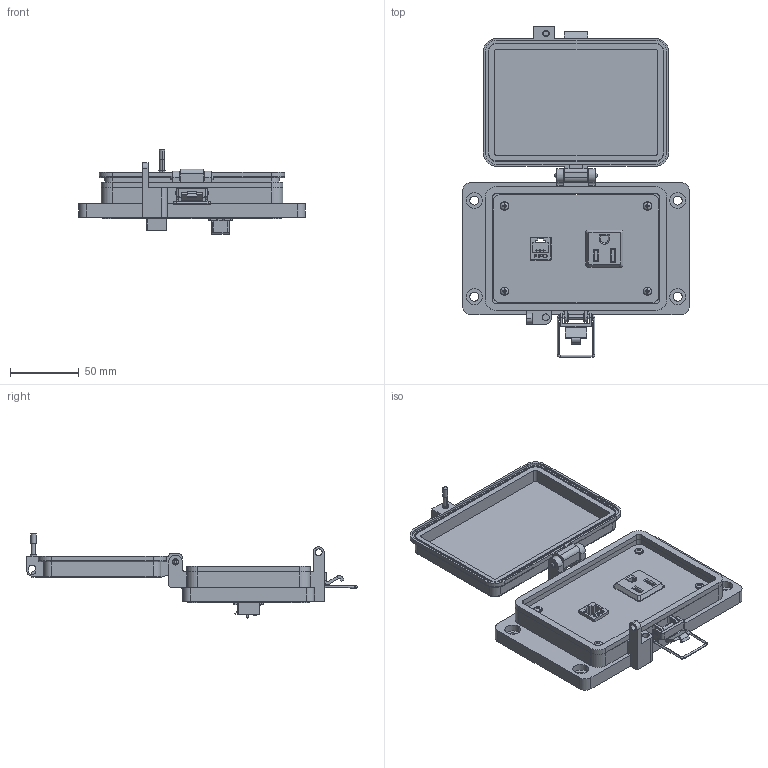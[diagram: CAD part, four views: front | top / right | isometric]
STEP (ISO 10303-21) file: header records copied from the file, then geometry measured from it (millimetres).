
FILE_DESCRIPTION (( 'STEP AP203' ), '1' );
FILE_NAME ('P-R62-M3R0_3D.STEP', '2019-08-01T20:15:52', ( '' ), ( '' ), 'SwSTEP 2.0', 'SolidWorks 2019', '' );
FILE_SCHEMA (( 'CONFIG_CONTROL_DESIGN' ));
Length unit declared in the file: millimetre
Products named in the file (12): Z-300-RJ45CAT6; R62; -M3; Z-200-OTLT-R0SQ; 92005A124_METRIC PAN HEAD PHILLIPS MACHINE SCREW_92005A124; P-R62-M3R0_BP180_1; R; P-R62-M3R0_3D; P-R62-M3R0_TP060_1; Z-H-M3_B; Z-000-4243316TFP; P-R62-M3R0_FP060_1
Assembly tree (16 placements, depth 3):
  P-R62-M3R0_3D
    P-R62-M3R0_BP180_1
    P-R62-M3R0_TP060_1
    Z-000-4243316TFP  x3
    P-R62-M3R0_FP060_1
    R62
      Z-300-RJ45CAT6
    R
      Z-200-OTLT-R0SQ
    -M3
      Z-H-M3_B
    92005A124_METRIC PAN HEAD PHILLIPS MACHINE SCREW_92005A124  x4
Bounding box: 164.96 x 240.59 x 61.18 mm (x, y, z)
Volume: 235448.7 mm3; surface area: 142314.3 mm2
Topology: 22 solids, 22 shells, 1932 faces, 5422 edges, 3585 vertices
Faces by surface type: cylinder 900, plane 724, bspline 209, cone 72, torus 19, sphere 8
Entity records: 48694 total; most frequent: CARTESIAN_POINT 16211, ORIENTED_EDGE 7020, DIRECTION 5731, EDGE_CURVE 3510, VERTEX_POINT 2318, VECTOR 2143, LINE 2143, AXIS2_PLACEMENT_3D 1794
